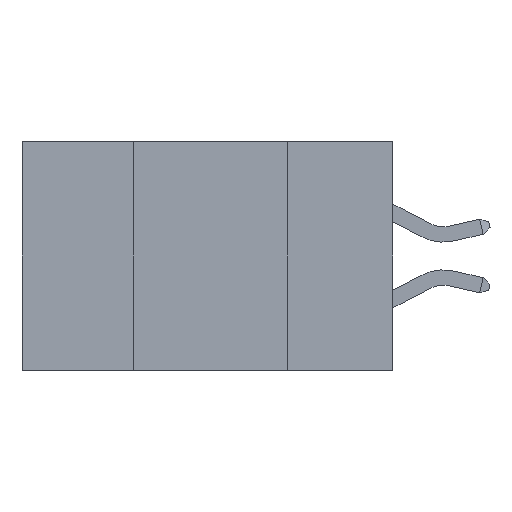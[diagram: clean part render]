
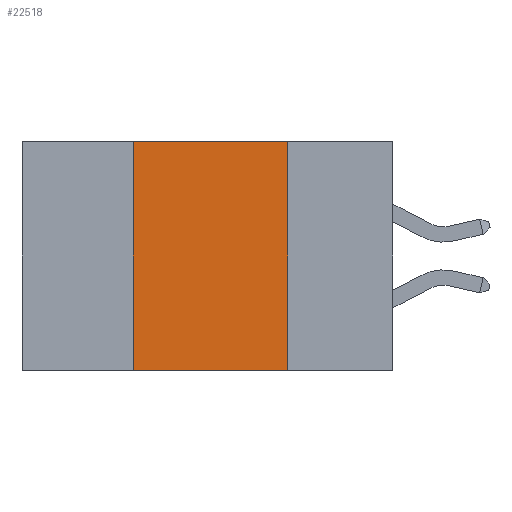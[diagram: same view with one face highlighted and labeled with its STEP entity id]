
A CAD part, left-side view. The second image highlights one B-rep face of the part: STEP entity #22518.
In plain terms, the highlighted planar face has unit normal (-1, 0, 0).
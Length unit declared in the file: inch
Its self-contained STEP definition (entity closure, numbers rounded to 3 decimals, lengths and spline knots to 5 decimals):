
#2003 = EDGE_CURVE ( 'NONE', #17973, #4019, #15387, .T. ) ;
#2398 = CARTESIAN_POINT ( 'NONE',  ( 0., 0.6, 0. ) ) ;
#2577 = CARTESIAN_POINT ( 'NONE',  ( 0., 0.17, 0. ) ) ;
#2987 = ORIENTED_EDGE ( 'NONE', *, *, #10254, .T. ) ;
#3296 = CARTESIAN_POINT ( 'NONE',  ( 0., 0.17, 0. ) ) ;
#4019 = VERTEX_POINT ( 'NONE', #3296 ) ;
#4079 = CARTESIAN_POINT ( 'NONE',  ( 0., 0.17, -0.37 ) ) ;
#4454 = VECTOR ( 'NONE', #24831, 39.37008 ) ;
#5819 = CARTESIAN_POINT ( 'NONE',  ( 0., 0.42, -0.37 ) ) ;
#6594 = DIRECTION ( 'NONE',  ( 0., 0., 1. ) ) ;
#7020 = VERTEX_POINT ( 'NONE', #5819 ) ;
#7140 = DIRECTION ( 'NONE',  ( 0., 0., -1. ) ) ;
#9194 = FACE_OUTER_BOUND ( 'NONE', #24944, .T. ) ;
#9664 = DIRECTION ( 'NONE',  ( 0., 0., -1. ) ) ;
#10254 = EDGE_CURVE ( 'NONE', #7020, #14423, #17603, .T. ) ;
#13743 = ORIENTED_EDGE ( 'NONE', *, *, #21986, .F. ) ;
#14423 = VERTEX_POINT ( 'NONE', #4079 ) ;
#15207 = ORIENTED_EDGE ( 'NONE', *, *, #27991, .F. ) ;
#15387 = LINE ( 'NONE', #24400, #4454 ) ;
#15685 = VECTOR ( 'NONE', #6594, 39.37008 ) ;
#15831 = DIRECTION ( 'NONE',  ( 1., 0., 0. ) ) ;
#17134 = AXIS2_PLACEMENT_3D ( 'NONE', #2398, #15831, #7140 ) ;
#17177 = DIRECTION ( 'NONE',  ( 0., -1., 0. ) ) ;
#17603 = LINE ( 'NONE', #24116, #26342 ) ;
#17973 = VERTEX_POINT ( 'NONE', #20165 ) ;
#18220 = LINE ( 'NONE', #2577, #22950 ) ;
#20165 = CARTESIAN_POINT ( 'NONE',  ( 0., 0.42, 0. ) ) ;
#20168 = LINE ( 'NONE', #26809, #15685 ) ;
#21986 = EDGE_CURVE ( 'NONE', #7020, #17973, #20168, .T. ) ;
#22518 = ADVANCED_FACE ( 'NONE', ( #9194 ), #27503, .F. ) ;
#22950 = VECTOR ( 'NONE', #9664, 39.37008 ) ;
#24116 = CARTESIAN_POINT ( 'NONE',  ( 0., 0.6, -0.37 ) ) ;
#24400 = CARTESIAN_POINT ( 'NONE',  ( 0., 0.6, 0. ) ) ;
#24831 = DIRECTION ( 'NONE',  ( 0., -1., 0. ) ) ;
#24944 = EDGE_LOOP ( 'NONE', ( #15207, #26335, #13743, #2987 ) ) ;
#26335 = ORIENTED_EDGE ( 'NONE', *, *, #2003, .F. ) ;
#26342 = VECTOR ( 'NONE', #17177, 39.37008 ) ;
#26809 = CARTESIAN_POINT ( 'NONE',  ( 0., 0.42, 0. ) ) ;
#27503 = PLANE ( 'NONE',  #17134 ) ;
#27991 = EDGE_CURVE ( 'NONE', #4019, #14423, #18220, .T. ) ;
